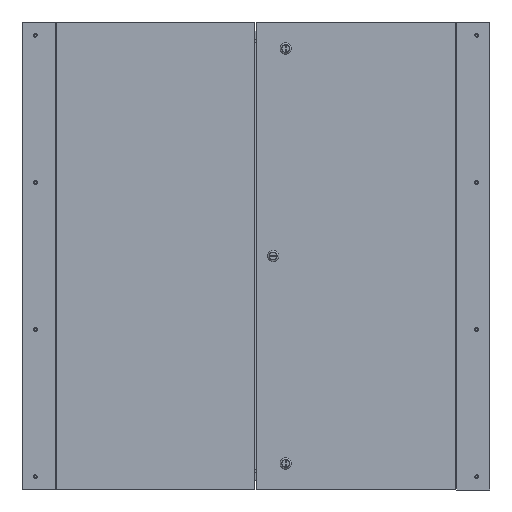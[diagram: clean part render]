
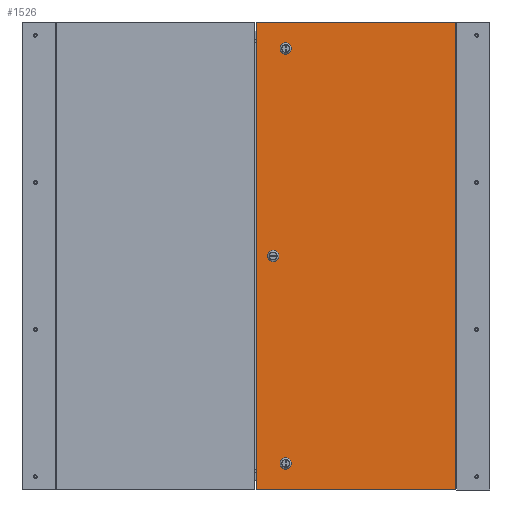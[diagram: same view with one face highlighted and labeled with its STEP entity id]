
A CAD part, front view. The second image highlights one B-rep face of the part: STEP entity #1526.
In plain terms, the highlighted planar face has unit normal (0, -1, 0).
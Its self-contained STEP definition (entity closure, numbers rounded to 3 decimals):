
#1526 = ADVANCED_FACE( '', ( #3180, #3181, #3182, #3183 ), #3184, .T. );
#3180 = FACE_BOUND( '', #14737, .T. );
#3181 = FACE_BOUND( '', #14738, .T. );
#3182 = FACE_BOUND( '', #14739, .T. );
#3183 = FACE_OUTER_BOUND( '', #14740, .T. );
#3184 = PLANE( '', #14741 );
#14737 = EDGE_LOOP( '', ( #35616, #35617, #35618, #35619 ) );
#14738 = EDGE_LOOP( '', ( #35620, #35621, #35622, #35623 ) );
#14739 = EDGE_LOOP( '', ( #35624, #35625, #35626, #35627 ) );
#14740 = EDGE_LOOP( '', ( #35628, #35629, #35630, #35631 ) );
#14741 = AXIS2_PLACEMENT_3D( '', #35632, #35633, #35634 );
#35616 = ORIENTED_EDGE( '', *, *, #39897, .F. );
#35617 = ORIENTED_EDGE( '', *, *, #39898, .F. );
#35618 = ORIENTED_EDGE( '', *, *, #39667, .F. );
#35619 = ORIENTED_EDGE( '', *, *, #39245, .F. );
#35620 = ORIENTED_EDGE( '', *, *, #39899, .F. );
#35621 = ORIENTED_EDGE( '', *, *, #39275, .F. );
#35622 = ORIENTED_EDGE( '', *, *, #39900, .F. );
#35623 = ORIENTED_EDGE( '', *, *, #39873, .F. );
#35624 = ORIENTED_EDGE( '', *, *, #39901, .F. );
#35625 = ORIENTED_EDGE( '', *, *, #39902, .F. );
#35626 = ORIENTED_EDGE( '', *, *, #39756, .F. );
#35627 = ORIENTED_EDGE( '', *, *, #39903, .F. );
#35628 = ORIENTED_EDGE( '', *, *, #39904, .T. );
#35629 = ORIENTED_EDGE( '', *, *, #39905, .T. );
#35630 = ORIENTED_EDGE( '', *, *, #39906, .T. );
#35631 = ORIENTED_EDGE( '', *, *, #39907, .T. );
#35632 = CARTESIAN_POINT( '', ( 0., 0., 0. ) );
#35633 = DIRECTION( '', ( 0., -1., 0. ) );
#35634 = DIRECTION( '', ( 0., 0., -1. ) );
#39245 = EDGE_CURVE( '', #41525, #41527, #41528, .T. );
#39275 = EDGE_CURVE( '', #41577, #41579, #41580, .T. );
#39667 = EDGE_CURVE( '', #41527, #42222, #42223, .T. );
#39756 = EDGE_CURVE( '', #42357, #42359, #42360, .T. );
#39873 = EDGE_CURVE( '', #42535, #42537, #42538, .T. );
#39897 = EDGE_CURVE( '', #42570, #41525, #42571, .T. );
#39898 = EDGE_CURVE( '', #42222, #42570, #42572, .T. );
#39899 = EDGE_CURVE( '', #41579, #42535, #42573, .T. );
#39900 = EDGE_CURVE( '', #42537, #41577, #42574, .T. );
#39901 = EDGE_CURVE( '', #42575, #42576, #42577, .T. );
#39902 = EDGE_CURVE( '', #42359, #42575, #42578, .T. );
#39903 = EDGE_CURVE( '', #42576, #42357, #42579, .T. );
#39904 = EDGE_CURVE( '', #42580, #42581, #42582, .T. );
#39905 = EDGE_CURVE( '', #42581, #42583, #42584, .T. );
#39906 = EDGE_CURVE( '', #42583, #42585, #42586, .T. );
#39907 = EDGE_CURVE( '', #42585, #42580, #42587, .T. );
#41525 = VERTEX_POINT( '', #45125 );
#41527 = VERTEX_POINT( '', #45128 );
#41528 = CIRCLE( '', #45129, 9.716 );
#41577 = VERTEX_POINT( '', #45233 );
#41579 = VERTEX_POINT( '', #45236 );
#41580 = LINE( '', #45237, #45238 );
#42222 = VERTEX_POINT( '', #46739 );
#42223 = LINE( '', #46740, #46741 );
#42357 = VERTEX_POINT( '', #47075 );
#42359 = VERTEX_POINT( '', #47078 );
#42360 = CIRCLE( '', #47079, 9.716 );
#42535 = VERTEX_POINT( '', #47450 );
#42537 = VERTEX_POINT( '', #47453 );
#42538 = LINE( '', #47454, #47455 );
#42570 = VERTEX_POINT( '', #47585 );
#42571 = LINE( '', #47586, #47587 );
#42572 = CIRCLE( '', #47588, 9.716 );
#42573 = CIRCLE( '', #47589, 9.716 );
#42574 = CIRCLE( '', #47590, 9.716 );
#42575 = VERTEX_POINT( '', #47591 );
#42576 = VERTEX_POINT( '', #47592 );
#42577 = CIRCLE( '', #47593, 9.716 );
#42578 = LINE( '', #47594, #47595 );
#42579 = LINE( '', #47596, #47597 );
#42580 = VERTEX_POINT( '', #47598 );
#42581 = VERTEX_POINT( '', #47599 );
#42582 = LINE( '', #47600, #47601 );
#42583 = VERTEX_POINT( '', #47602 );
#42584 = LINE( '', #47603, #47604 );
#42585 = VERTEX_POINT( '', #47605 );
#42586 = LINE( '', #47606, #47607 );
#42587 = LINE( '', #47608, #47609 );
#45125 = CARTESIAN_POINT( '', ( 137.553, 0., 430.403 ) );
#45128 = CARTESIAN_POINT( '', ( 137.553, 0., 414.147 ) );
#45129 = AXIS2_PLACEMENT_3D( '', #50755, #50756, #50757 );
#45233 = CARTESIAN_POINT( '', ( 148.197, 0., -414.147 ) );
#45236 = CARTESIAN_POINT( '', ( 137.553, 0., -414.147 ) );
#45237 = CARTESIAN_POINT( '', ( 137.553, 0., -414.147 ) );
#45238 = VECTOR( '', #50779, 1000. );
#46739 = CARTESIAN_POINT( '', ( 148.197, 0., 414.147 ) );
#46740 = CARTESIAN_POINT( '', ( 137.553, 0., 414.147 ) );
#46741 = VECTOR( '', #51182, 1000. );
#47075 = CARTESIAN_POINT( '', ( 160.147, 0., -5.322 ) );
#47078 = CARTESIAN_POINT( '', ( 176.403, 0., -5.322 ) );
#47079 = AXIS2_PLACEMENT_3D( '', #51305, #51306, #51307 );
#47450 = CARTESIAN_POINT( '', ( 137.553, 0., -430.403 ) );
#47453 = CARTESIAN_POINT( '', ( 148.197, 0., -430.403 ) );
#47454 = CARTESIAN_POINT( '', ( 137.553, 0., -430.403 ) );
#47455 = VECTOR( '', #51404, 1000. );
#47585 = CARTESIAN_POINT( '', ( 148.197, 0., 430.403 ) );
#47586 = CARTESIAN_POINT( '', ( 148.197, 0., 430.403 ) );
#47587 = VECTOR( '', #51413, 1000. );
#47588 = AXIS2_PLACEMENT_3D( '', #51414, #51415, #51416 );
#47589 = AXIS2_PLACEMENT_3D( '', #51417, #51418, #51419 );
#47590 = AXIS2_PLACEMENT_3D( '', #51420, #51421, #51422 );
#47591 = CARTESIAN_POINT( '', ( 176.403, 0., 5.322 ) );
#47592 = CARTESIAN_POINT( '', ( 160.147, 0., 5.322 ) );
#47593 = AXIS2_PLACEMENT_3D( '', #51423, #51424, #51425 );
#47594 = CARTESIAN_POINT( '', ( 176.403, 0., 5.322 ) );
#47595 = VECTOR( '', #51426, 1000. );
#47596 = CARTESIAN_POINT( '', ( 160.147, 0., 5.322 ) );
#47597 = VECTOR( '', #51427, 1000. );
#47598 = CARTESIAN_POINT( '', ( -203.2, 0., 476.25 ) );
#47599 = CARTESIAN_POINT( '', ( -203.2, 0., -476.25 ) );
#47600 = CARTESIAN_POINT( '', ( -203.2, 0., 476.25 ) );
#47601 = VECTOR( '', #51428, 1000. );
#47602 = CARTESIAN_POINT( '', ( 203.2, 0., -476.25 ) );
#47603 = CARTESIAN_POINT( '', ( -203.2, 0., -476.25 ) );
#47604 = VECTOR( '', #51429, 1000. );
#47605 = CARTESIAN_POINT( '', ( 203.2, 0., 476.25 ) );
#47606 = CARTESIAN_POINT( '', ( 203.2, 0., -476.25 ) );
#47607 = VECTOR( '', #51430, 1000. );
#47608 = CARTESIAN_POINT( '', ( 203.2, 0., 476.25 ) );
#47609 = VECTOR( '', #51431, 1000. );
#50755 = CARTESIAN_POINT( '', ( 142.875, 0., 422.275 ) );
#50756 = DIRECTION( '', ( 0., -1., 0. ) );
#50757 = DIRECTION( '', ( 0., 0., -1. ) );
#50779 = DIRECTION( '', ( -1., 0., 0. ) );
#51182 = DIRECTION( '', ( 1., 0., 0. ) );
#51305 = CARTESIAN_POINT( '', ( 168.275, 0., 0. ) );
#51306 = DIRECTION( '', ( 0., -1., 0. ) );
#51307 = DIRECTION( '', ( 1., 0., 0. ) );
#51404 = DIRECTION( '', ( 1., 0., 0. ) );
#51413 = DIRECTION( '', ( -1., 0., 0. ) );
#51414 = CARTESIAN_POINT( '', ( 142.875, 0., 422.275 ) );
#51415 = DIRECTION( '', ( 0., -1., 0. ) );
#51416 = DIRECTION( '', ( 0., 0., -1. ) );
#51417 = CARTESIAN_POINT( '', ( 142.875, 0., -422.275 ) );
#51418 = DIRECTION( '', ( 0., -1., 0. ) );
#51419 = DIRECTION( '', ( 0., 0., 1. ) );
#51420 = CARTESIAN_POINT( '', ( 142.875, 0., -422.275 ) );
#51421 = DIRECTION( '', ( 0., -1., 0. ) );
#51422 = DIRECTION( '', ( 0., 0., 1. ) );
#51423 = CARTESIAN_POINT( '', ( 168.275, 0., 0. ) );
#51424 = DIRECTION( '', ( 0., -1., 0. ) );
#51425 = DIRECTION( '', ( 1., 0., 0. ) );
#51426 = DIRECTION( '', ( 0., 0., 1. ) );
#51427 = DIRECTION( '', ( 0., 0., -1. ) );
#51428 = DIRECTION( '', ( 0., 0., -1. ) );
#51429 = DIRECTION( '', ( 1., 0., 0. ) );
#51430 = DIRECTION( '', ( 0., 0., 1. ) );
#51431 = DIRECTION( '', ( -1., 0., 0. ) );
